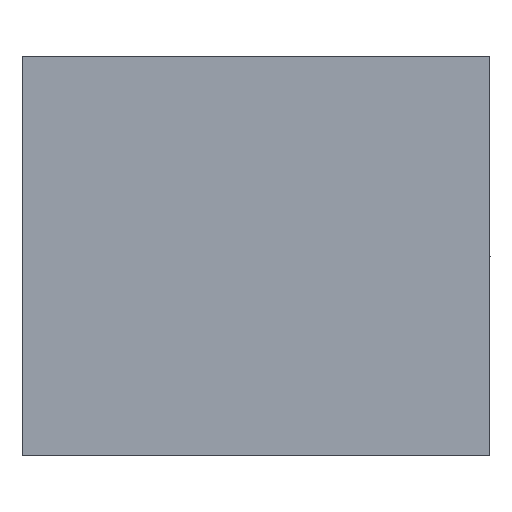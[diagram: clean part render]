
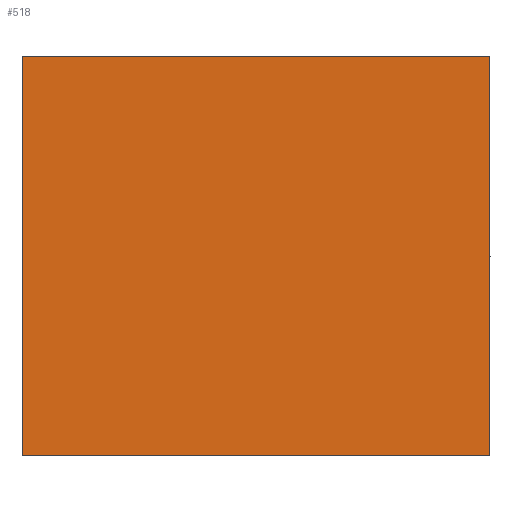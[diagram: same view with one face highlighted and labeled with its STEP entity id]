
A CAD part, top view. The second image highlights one B-rep face of the part: STEP entity #518.
In plain terms, the highlighted face is planar.
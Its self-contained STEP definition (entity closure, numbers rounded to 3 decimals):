
#83=LINE('',#810,#103);
#87=LINE('',#821,#107);
#93=LINE('',#862,#113);
#99=LINE('',#1407,#119);
#103=VECTOR('',#603,10.);
#107=VECTOR('',#611,10.);
#113=VECTOR('',#663,10.);
#119=VECTOR('',#729,10.);
#127=PLANE('',#591);
#154=FACE_OUTER_BOUND('',#189,.T.);
#189=EDGE_LOOP('',(#479,#480,#481,#482));
#219=VERTEX_POINT('',#807);
#220=VERTEX_POINT('',#809);
#224=VERTEX_POINT('',#818);
#225=VERTEX_POINT('',#820);
#271=EDGE_CURVE('',#219,#220,#83,.T.);
#276=EDGE_CURVE('',#224,#225,#87,.T.);
#296=EDGE_CURVE('',#224,#220,#93,.T.);
#338=EDGE_CURVE('',#219,#225,#99,.T.);
#479=ORIENTED_EDGE('',*,*,#338,.T.);
#480=ORIENTED_EDGE('',*,*,#276,.F.);
#481=ORIENTED_EDGE('',*,*,#296,.T.);
#482=ORIENTED_EDGE('',*,*,#271,.F.);
#518=ADVANCED_FACE('',(#154),#127,.F.);
#591=AXIS2_PLACEMENT_3D('',#1406,#727,#728);
#603=DIRECTION('',(0.,0.,-1.));
#611=DIRECTION('',(0.,0.,1.));
#663=DIRECTION('',(1.,0.,0.));
#727=DIRECTION('center_axis',(0.,1.,0.));
#728=DIRECTION('ref_axis',(0.,0.,1.));
#729=DIRECTION('',(-1.,0.,0.));
#807=CARTESIAN_POINT('',(18.312,-4.,15.));
#809=CARTESIAN_POINT('',(18.312,-4.,-15.));
#810=CARTESIAN_POINT('',(18.312,-4.,7.5));
#818=CARTESIAN_POINT('',(-16.864,-4.,-15.));
#820=CARTESIAN_POINT('',(-16.864,-4.,15.));
#821=CARTESIAN_POINT('',(-16.864,-4.,-7.5));
#862=CARTESIAN_POINT('',(15.,-4.,-15.));
#1406=CARTESIAN_POINT('Origin',(0.,-4.,0.));
#1407=CARTESIAN_POINT('',(-15.,-4.,15.));
